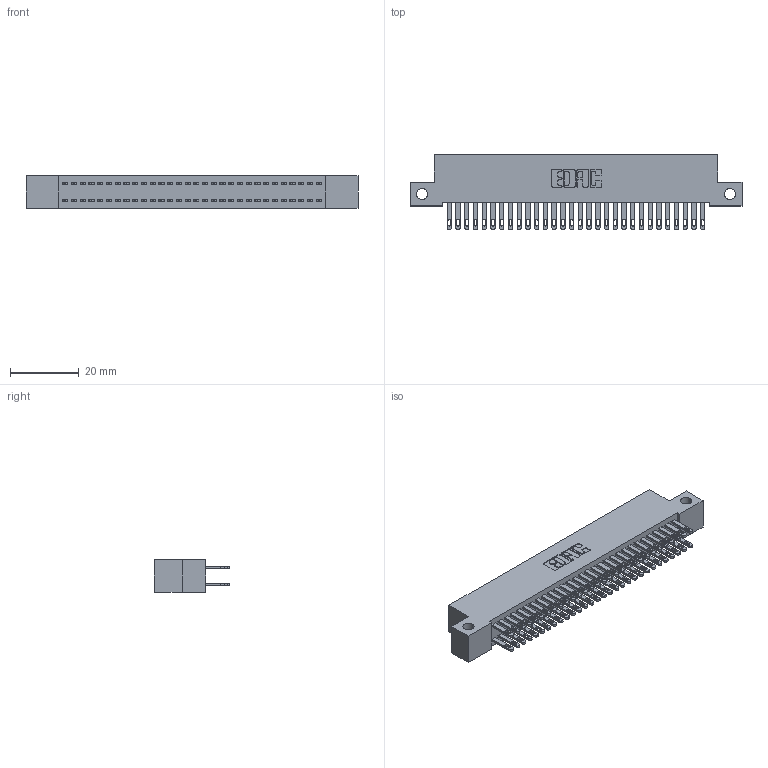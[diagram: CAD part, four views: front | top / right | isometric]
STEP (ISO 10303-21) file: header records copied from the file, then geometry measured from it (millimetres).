
FILE_DESCRIPTION (( 'STEP AP203' ), '1' );
FILE_NAME ('892-060-500-212.STEP', '2020-09-21T19:12:01', ( '' ), ( '' ), 'SwSTEP 2.0', 'SolidWorks 2020', '' );
FILE_SCHEMA (( 'CONFIG_CONTROL_DESIGN' ));
Length unit declared in the file: inch
Products named in the file (3): 842 Part_Side Mount; 345-292-001_345-293-100; 892-060-500-212
Assembly tree (61 placements, depth 2):
  892-060-500-212
    842 Part_Side Mount
    345-292-001_345-293-100  x60
Bounding box: 96.52 x 21.85 x 9.4 mm (x, y, z)
Volume: 8724.9 mm3; surface area: 14321 mm2
Topology: 61 solids, 61 shells, 2990 faces, 9119 edges, 6078 vertices
Faces by surface type: plane 1866, cylinder 1124
Entity records: 20653 total; most frequent: CARTESIAN_POINT 3434, ORIENTED_EDGE 3370, DIRECTION 2957, EDGE_CURVE 1685, VECTOR 1553, LINE 1553, VERTEX_POINT 1122, AXIS2_PLACEMENT_3D 702
